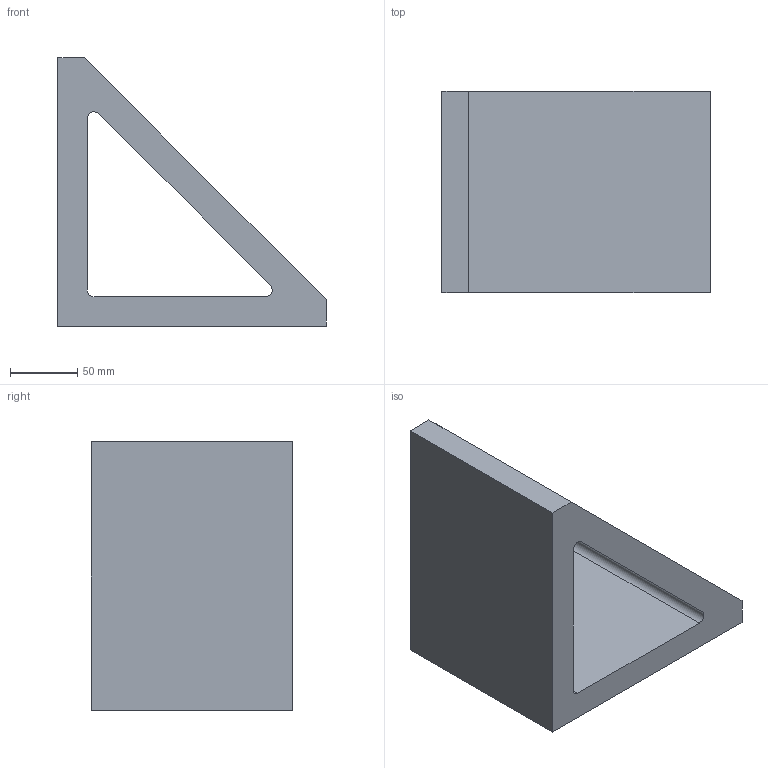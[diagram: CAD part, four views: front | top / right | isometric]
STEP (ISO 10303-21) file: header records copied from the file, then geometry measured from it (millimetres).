
FILE_DESCRIPTION( ( 'Unknown' ), '1' );
FILE_NAME( 'BC13-200200-150.stp', 'Unknown', ( 'Unknown' ), ( 'Unknown' ), 'XStep 1.0', 'Unknown', ' ' );
FILE_SCHEMA( ( 'CONFIG_CONTROL_DESIGN' ) );
Length unit declared in the file: millimetre
Products named in the file (1): 1
Bounding box: 200 x 150 x 200 mm (x, y, z)
Volume: 2005650.9 mm3; surface area: 201097 mm2
Topology: 1 solids, 1 shells, 13 faces, 33 edges, 22 vertices
Faces by surface type: plane 10, cylinder 3
Entity records: 441 total; most frequent: CARTESIAN_POINT 69, DIRECTION 67, ORIENTED_EDGE 66, EDGE_CURVE 33, LINE 27, VECTOR 27, VERTEX_POINT 22, AXIS2_PLACEMENT_3D 20
